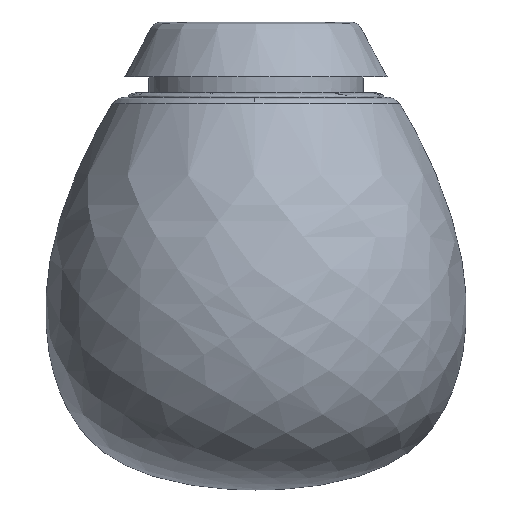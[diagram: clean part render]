
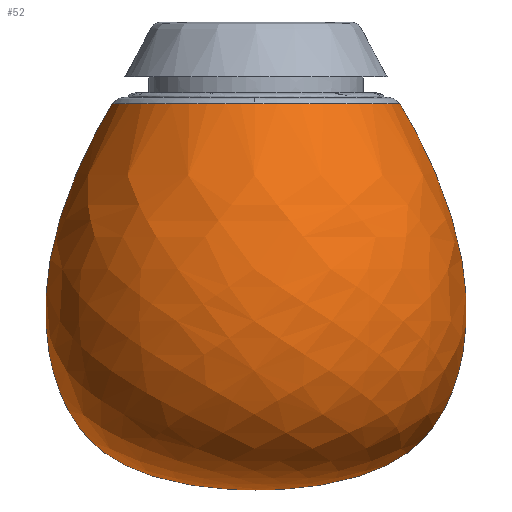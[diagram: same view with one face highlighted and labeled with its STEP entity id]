
A CAD part, front view. The second image highlights one B-rep face of the part: STEP entity #52.
In plain terms, the highlighted free-form (B-spline) face has degree [2, 3] with [5, 6] control points.
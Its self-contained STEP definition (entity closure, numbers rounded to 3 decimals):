
#15=B_SPLINE_CURVE_WITH_KNOTS($,3,(#1760,#1761,#1762,#1763,#1764,#1765),
.UNSPECIFIED.,.F.,.F.,(4,1,1,4),(0.,112.736,225.472,332.802),
.UNSPECIFIED.);
#17=B_SPLINE_CURVE_WITH_KNOTS($,3,(#1843,#1844,#1845,#1846,#1847,#1848),
.UNSPECIFIED.,.F.,.F.,(4,1,1,4),(0.,112.736,225.472,332.802),
.UNSPECIFIED.);
#52=ADVANCED_FACE($,(#89),#441,.T.);
#89=FACE_OUTER_BOUND($,#127,.T.);
#127=EDGE_LOOP($,(#237,#238,#239,#240));
#237=ORIENTED_EDGE($,*,*,#358,.T.);
#238=ORIENTED_EDGE($,*,*,#351,.F.);
#239=ORIENTED_EDGE($,*,*,#353,.F.);
#240=ORIENTED_EDGE($,*,*,#340,.F.);
#340=EDGE_CURVE($,#396,#397,#15,.T.);
#351=EDGE_CURVE($,#407,#410,#507,.T.);
#353=EDGE_CURVE($,#397,#407,#509,.T.);
#358=EDGE_CURVE($,#396,#410,#17,.T.);
#396=VERTEX_POINT($,#2195);
#397=VERTEX_POINT($,#2196);
#407=VERTEX_POINT($,#2206);
#410=VERTEX_POINT($,#2209);
#441=(
BOUNDED_SURFACE()
B_SPLINE_SURFACE(2,3,((#1890,#1891,#1892,#1893,#1894,#1895),(#1896,#1897,
#1898,#1899,#1900,#1901),(#1902,#1903,#1904,#1905,#1906,#1907),(#1908,#1909,
#1910,#1911,#1912,#1913),(#1914,#1915,#1916,#1917,#1918,#1919)),.UNSPECIFIED.,
.F.,.F.,.F.)
B_SPLINE_SURFACE_WITH_KNOTS((3,2,3),(4,1,1,4),(0.,204.324,408.649),
(0.,112.736,225.472,332.802),.UNSPECIFIED.)
GEOMETRIC_REPRESENTATION_ITEM()
RATIONAL_B_SPLINE_SURFACE(((1.,1.,1.,1.,1.,1.),(0.707,0.707,
0.707,0.707,0.707,0.707),
(1.,1.,1.,1.,1.,1.),(0.707,0.707,0.707,
0.707,0.707,0.707),(1.,1.,1.,1.,1.,1.)))
REPRESENTATION_ITEM($)
SURFACE()
);
#507=(
BOUNDED_CURVE()
B_SPLINE_CURVE(2,(#1822,#1823,#1824),.UNSPECIFIED.,.F.,.F.)
B_SPLINE_CURVE_WITH_KNOTS((3,3),(-278.924,-139.462),.UNSPECIFIED.)
CURVE()
GEOMETRIC_REPRESENTATION_ITEM()
RATIONAL_B_SPLINE_CURVE((1.,0.707,1.))
REPRESENTATION_ITEM($)
);
#509=(
BOUNDED_CURVE()
B_SPLINE_CURVE(2,(#1828,#1829,#1830),.UNSPECIFIED.,.F.,.F.)
B_SPLINE_CURVE_WITH_KNOTS((3,3),(-418.386,-278.924),.UNSPECIFIED.)
CURVE()
GEOMETRIC_REPRESENTATION_ITEM()
RATIONAL_B_SPLINE_CURVE((1.,0.707,1.))
REPRESENTATION_ITEM($)
);
#1760=CARTESIAN_POINT($,(0.,0.,-289.347));
#1761=CARTESIAN_POINT($,(-20.617,0.18,-289.347));
#1762=CARTESIAN_POINT($,(-116.432,1.016,-284.998));
#1763=CARTESIAN_POINT($,(-142.963,1.248,-153.236));
#1764=CARTESIAN_POINT($,(-102.65,0.896,-72.802));
#1765=CARTESIAN_POINT($,(-88.781,0.775,-50.39));
#1822=CARTESIAN_POINT($,(-0.775,-88.781,-50.39));
#1823=CARTESIAN_POINT($,(88.006,-89.556,-50.39));
#1824=CARTESIAN_POINT($,(88.781,-0.775,-50.39));
#1828=CARTESIAN_POINT($,(-88.781,0.775,-50.39));
#1829=CARTESIAN_POINT($,(-89.556,-88.006,-50.39));
#1830=CARTESIAN_POINT($,(-0.775,-88.781,-50.39));
#1843=CARTESIAN_POINT($,(0.,0.,-289.347));
#1844=CARTESIAN_POINT($,(20.617,-0.18,-289.347));
#1845=CARTESIAN_POINT($,(116.432,-1.016,-284.998));
#1846=CARTESIAN_POINT($,(142.963,-1.248,-153.236));
#1847=CARTESIAN_POINT($,(102.65,-0.896,-72.802));
#1848=CARTESIAN_POINT($,(88.781,-0.775,-50.39));
#1890=CARTESIAN_POINT($,(0.,0.,-289.347));
#1891=CARTESIAN_POINT($,(-20.617,0.18,-289.347));
#1892=CARTESIAN_POINT($,(-116.432,1.016,-284.998));
#1893=CARTESIAN_POINT($,(-142.963,1.248,-153.236));
#1894=CARTESIAN_POINT($,(-102.65,0.896,-72.802));
#1895=CARTESIAN_POINT($,(-88.781,0.775,-50.39));
#1896=CARTESIAN_POINT($,(0.,0.,-289.347));
#1897=CARTESIAN_POINT($,(-20.797,-20.437,-289.347));
#1898=CARTESIAN_POINT($,(-117.448,-115.416,-284.998));
#1899=CARTESIAN_POINT($,(-144.211,-141.716,-153.236));
#1900=CARTESIAN_POINT($,(-103.546,-101.755,-72.802));
#1901=CARTESIAN_POINT($,(-89.556,-88.006,-50.39));
#1902=CARTESIAN_POINT($,(0.,0.,-289.347));
#1903=CARTESIAN_POINT($,(-0.18,-20.617,-289.347));
#1904=CARTESIAN_POINT($,(-1.016,-116.432,-284.998));
#1905=CARTESIAN_POINT($,(-1.248,-142.963,-153.236));
#1906=CARTESIAN_POINT($,(-0.896,-102.65,-72.802));
#1907=CARTESIAN_POINT($,(-0.775,-88.781,-50.39));
#1908=CARTESIAN_POINT($,(0.,0.,-289.347));
#1909=CARTESIAN_POINT($,(20.437,-20.797,-289.347));
#1910=CARTESIAN_POINT($,(115.416,-117.448,-284.998));
#1911=CARTESIAN_POINT($,(141.716,-144.211,-153.236));
#1912=CARTESIAN_POINT($,(101.755,-103.546,-72.802));
#1913=CARTESIAN_POINT($,(88.006,-89.556,-50.39));
#1914=CARTESIAN_POINT($,(0.,0.,-289.347));
#1915=CARTESIAN_POINT($,(20.617,-0.18,-289.347));
#1916=CARTESIAN_POINT($,(116.432,-1.016,-284.998));
#1917=CARTESIAN_POINT($,(142.963,-1.248,-153.236));
#1918=CARTESIAN_POINT($,(102.65,-0.896,-72.802));
#1919=CARTESIAN_POINT($,(88.781,-0.775,-50.39));
#2195=CARTESIAN_POINT($,(0.,0.,-289.347));
#2196=CARTESIAN_POINT($,(-88.781,0.775,-50.39));
#2206=CARTESIAN_POINT($,(-0.775,-88.781,-50.39));
#2209=CARTESIAN_POINT($,(88.781,-0.775,-50.39));
